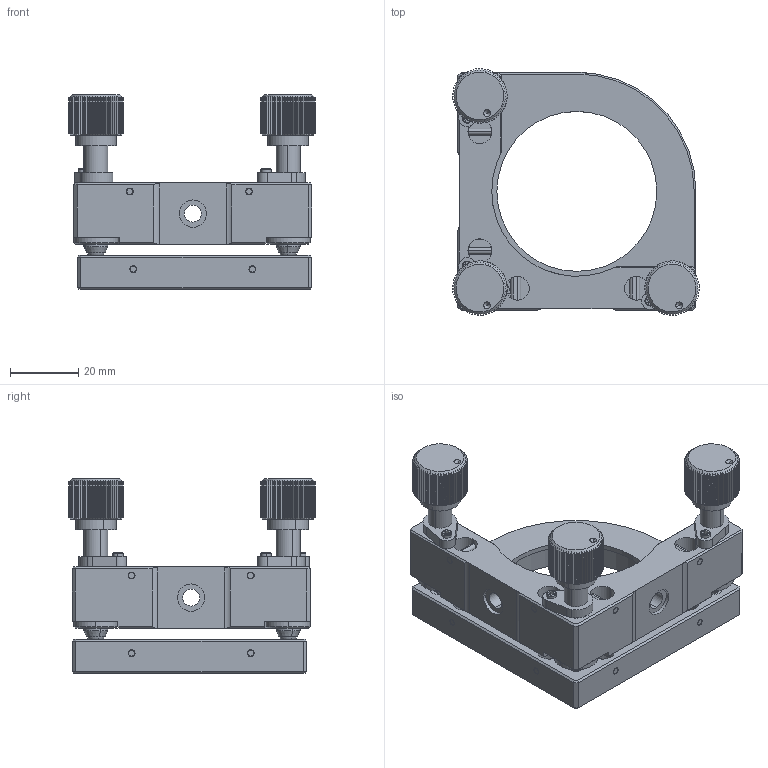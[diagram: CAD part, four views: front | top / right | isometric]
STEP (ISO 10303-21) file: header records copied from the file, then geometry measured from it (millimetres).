
FILE_DESCRIPTION (( 'STEP AP203' ), '1' );
FILE_NAME ('OMHS50-S.step', '2019-05-09T09:03:59', ( '' ), ( '' ), 'SwSTEP 2.0', 'SolidWorks 2016', '' );
FILE_SCHEMA (( 'CONFIG_CONTROL_DESIGN' ));
Length unit declared in the file: millimetre
Products named in the file (1): OMHS50-S
Bounding box: 72.5 x 72.5 x 57.3 mm (x, y, z)
Surface area: 28102 mm2 (no closed solid volume)
Topology: 0 solids, 38 shells, 1056 faces, 2945 edges, 1921 vertices
Faces by surface type: plane 513, cylinder 303, cone 234, torus 6
Entity records: 34993 total; most frequent: CARTESIAN_POINT 8874, ORIENTED_EDGE 5422, DIRECTION 5175, EDGE_CURVE 2939, AXIS2_PLACEMENT_3D 1956, VERTEX_POINT 1921, VECTOR 1263, LINE 1263
